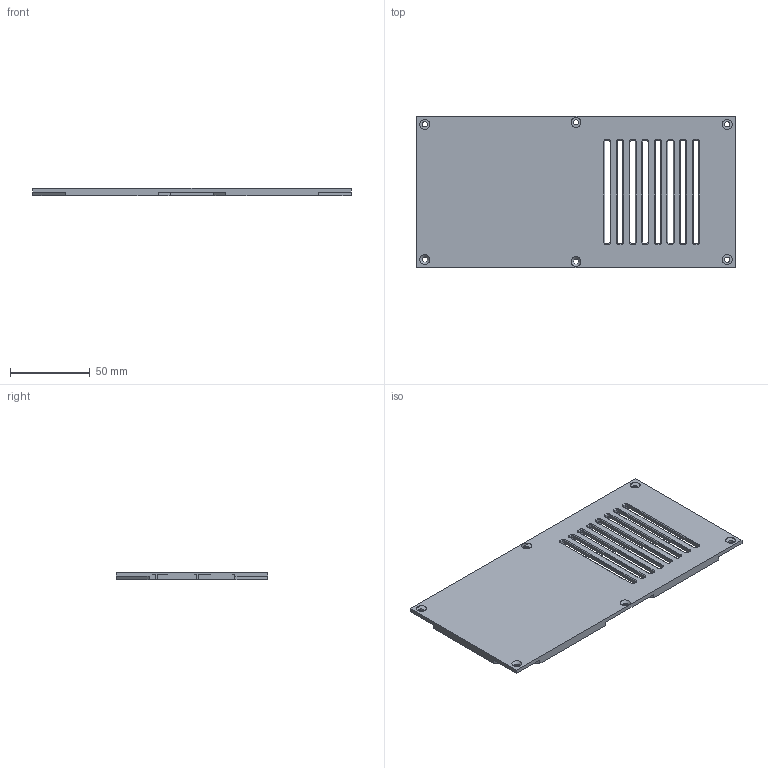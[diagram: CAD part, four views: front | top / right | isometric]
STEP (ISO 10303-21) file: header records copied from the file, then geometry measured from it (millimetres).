
FILE_DESCRIPTION(/* description */ (''),/* implementation_level */ '2;1');
FILE_NAME(/* name */ 'Electronics panel FRONT R.step',/* time_stamp */ '2024-11-17T17:36:25+01:00',/* author */ (''),/* organization */ (''),/* preprocessor_version */ 'ST-DEVELOPER v20',/* originating_system */ 'Autodesk Translation Framework v13.20.0.188',/* authorisation */ '');
FILE_SCHEMA (('AUTOMOTIVE_DESIGN { 1 0 10303 214 3 1 1 }'));
Length unit declared in the file: millimetre
Products named in the file (1): Panel FRONT
Bounding box: 200 x 95 x 5 mm (x, y, z)
Volume: 35658.5 mm3; surface area: 51519.6 mm2
Topology: 1 solids, 1 shells, 485 faces, 1214 edges, 786 vertices
Faces by surface type: plane 405, cylinder 42, cone 38
Full cylindrical faces by diameter (mm): 3.25 x6
Entity records: 14286 total; most frequent: CARTESIAN_POINT 2486, ORIENTED_EDGE 2428, DIRECTION 2308, EDGE_CURVE 1214, LINE 1092, VECTOR 1092, VERTEX_POINT 786, AXIS2_PLACEMENT_3D 608
